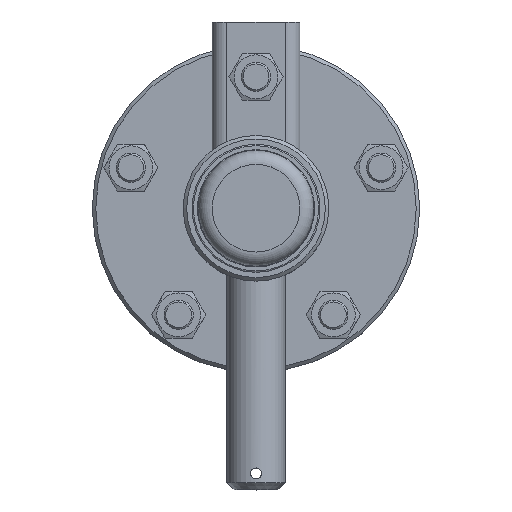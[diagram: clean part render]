
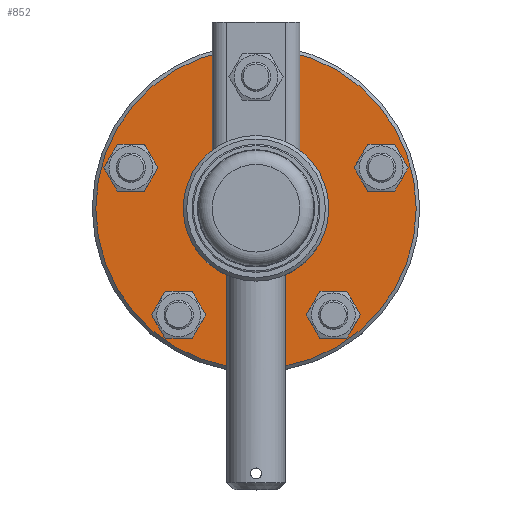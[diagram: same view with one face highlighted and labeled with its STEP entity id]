
A CAD part, top view. The second image highlights one B-rep face of the part: STEP entity #852.
In plain terms, the highlighted planar face has unit normal (0, 0, 1).
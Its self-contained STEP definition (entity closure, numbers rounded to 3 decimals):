
#852 = ADVANCED_FACE( '', ( #1234, #1235, #1236, #1237, #1238, #1239, #1240 ), #1241, .F. );
#1234 = FACE_BOUND( '', #1983, .T. );
#1235 = FACE_BOUND( '', #1984, .T. );
#1236 = FACE_BOUND( '', #1985, .T. );
#1237 = FACE_BOUND( '', #1986, .T. );
#1238 = FACE_BOUND( '', #1987, .T. );
#1239 = FACE_OUTER_BOUND( '', #1988, .T. );
#1240 = FACE_BOUND( '', #1989, .T. );
#1241 = PLANE( '', #1990 );
#1983 = EDGE_LOOP( '', ( #2862 ) );
#1984 = EDGE_LOOP( '', ( #2863 ) );
#1985 = EDGE_LOOP( '', ( #2864 ) );
#1986 = EDGE_LOOP( '', ( #2865 ) );
#1987 = EDGE_LOOP( '', ( #2866 ) );
#1988 = EDGE_LOOP( '', ( #2867 ) );
#1989 = EDGE_LOOP( '', ( #2868 ) );
#1990 = AXIS2_PLACEMENT_3D( '', #2869, #2870, #2871 );
#2862 = ORIENTED_EDGE( '', *, *, #4585, .F. );
#2863 = ORIENTED_EDGE( '', *, *, #4586, .F. );
#2864 = ORIENTED_EDGE( '', *, *, #4587, .F. );
#2865 = ORIENTED_EDGE( '', *, *, #4588, .F. );
#2866 = ORIENTED_EDGE( '', *, *, #4589, .F. );
#2867 = ORIENTED_EDGE( '', *, *, #4590, .T. );
#2868 = ORIENTED_EDGE( '', *, *, #4591, .T. );
#2869 = CARTESIAN_POINT( '', ( 0., -31.623, 0. ) );
#2870 = DIRECTION( '', ( 0., 0., -1. ) );
#2871 = DIRECTION( '', ( -1., 0., 0. ) );
#4585 = EDGE_CURVE( '', #5161, #5161, #5162, .T. );
#4586 = EDGE_CURVE( '', #5163, #5163, #5164, .T. );
#4587 = EDGE_CURVE( '', #5165, #5165, #5166, .T. );
#4588 = EDGE_CURVE( '', #5167, #5167, #5168, .T. );
#4589 = EDGE_CURVE( '', #5169, #5169, #5170, .T. );
#4590 = EDGE_CURVE( '', #5171, #5171, #5172, .F. );
#4591 = EDGE_CURVE( '', #5173, #5173, #5174, .T. );
#5161 = VERTEX_POINT( '', #6255 );
#5162 = CIRCLE( '', #6256, 6.35 );
#5163 = VERTEX_POINT( '', #6257 );
#5164 = CIRCLE( '', #6258, 6.35 );
#5165 = VERTEX_POINT( '', #6259 );
#5166 = CIRCLE( '', #6260, 6.35 );
#5167 = VERTEX_POINT( '', #6261 );
#5168 = CIRCLE( '', #6262, 6.35 );
#5169 = VERTEX_POINT( '', #6263 );
#5170 = CIRCLE( '', #6264, 6.35 );
#5171 = VERTEX_POINT( '', #6265 );
#5172 = CIRCLE( '', #6266, 69.596 );
#5173 = VERTEX_POINT( '', #6267 );
#5174 = CIRCLE( '', #6268, 31.623 );
#6255 = CARTESIAN_POINT( '', ( 60.703, 17.66, 0. ) );
#6256 = AXIS2_PLACEMENT_3D( '', #8016, #8017, #8018 );
#6257 = CARTESIAN_POINT( '', ( 39.942, -46.235, 0. ) );
#6258 = AXIS2_PLACEMENT_3D( '', #8019, #8020, #8021 );
#6259 = CARTESIAN_POINT( '', ( -27.242, -46.235, 0. ) );
#6260 = AXIS2_PLACEMENT_3D( '', #8022, #8023, #8024 );
#6261 = CARTESIAN_POINT( '', ( -48.003, 17.66, 0. ) );
#6262 = AXIS2_PLACEMENT_3D( '', #8025, #8026, #8027 );
#6263 = CARTESIAN_POINT( '', ( 6.35, 57.15, 0. ) );
#6264 = AXIS2_PLACEMENT_3D( '', #8028, #8029, #8030 );
#6265 = CARTESIAN_POINT( '', ( -69.596, 0., 0. ) );
#6266 = AXIS2_PLACEMENT_3D( '', #8031, #8032, #8033 );
#6267 = CARTESIAN_POINT( '', ( -31.623, 0., 0. ) );
#6268 = AXIS2_PLACEMENT_3D( '', #8034, #8035, #8036 );
#8016 = CARTESIAN_POINT( '', ( 54.353, 17.66, 0. ) );
#8017 = DIRECTION( '', ( 0., 0., 1. ) );
#8018 = DIRECTION( '', ( 1., 0., 0. ) );
#8019 = CARTESIAN_POINT( '', ( 33.592, -46.235, 0. ) );
#8020 = DIRECTION( '', ( 0., 0., 1. ) );
#8021 = DIRECTION( '', ( 1., 0., 0. ) );
#8022 = CARTESIAN_POINT( '', ( -33.592, -46.235, 0. ) );
#8023 = DIRECTION( '', ( 0., 0., 1. ) );
#8024 = DIRECTION( '', ( 1., 0., 0. ) );
#8025 = CARTESIAN_POINT( '', ( -54.353, 17.66, 0. ) );
#8026 = DIRECTION( '', ( 0., 0., 1. ) );
#8027 = DIRECTION( '', ( 1., 0., 0. ) );
#8028 = CARTESIAN_POINT( '', ( 0., 57.15, 0. ) );
#8029 = DIRECTION( '', ( 0., 0., 1. ) );
#8030 = DIRECTION( '', ( 1., 0., 0. ) );
#8031 = CARTESIAN_POINT( '', ( 0., 0., 0. ) );
#8032 = DIRECTION( '', ( 0., 0., -1. ) );
#8033 = DIRECTION( '', ( -1., 0., 0. ) );
#8034 = CARTESIAN_POINT( '', ( 0., 0., 0. ) );
#8035 = DIRECTION( '', ( 0., 0., -1. ) );
#8036 = DIRECTION( '', ( -1., 0., 0. ) );
